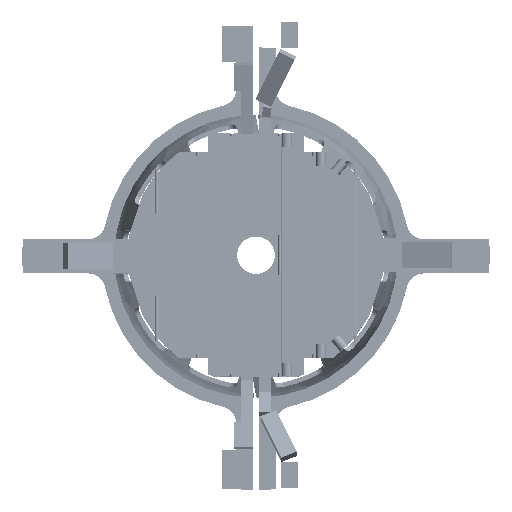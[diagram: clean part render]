
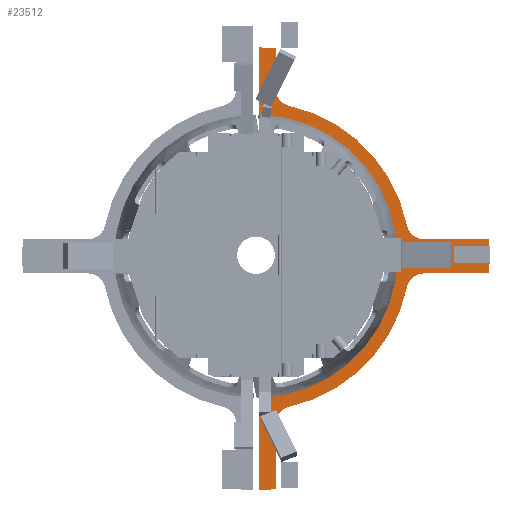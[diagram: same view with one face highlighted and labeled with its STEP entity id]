
A CAD part, top view. The second image highlights one B-rep face of the part: STEP entity #23512.
In plain terms, the highlighted planar face has unit normal (0, 0, 1).
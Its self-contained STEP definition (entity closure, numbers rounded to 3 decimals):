
#22989=CARTESIAN_POINT('',(18.0,88.182,-231.0));
#22990=VERTEX_POINT('',#22989);
#22997=CARTESIAN_POINT('',(87.895,19.35,-231.0));
#22998=VERTEX_POINT('',#22997);
#22999=CARTESIAN_POINT('',(0.,0.,-231.0));
#23000=DIRECTION('',(0.0,0.0,1.0));
#23001=DIRECTION('',(1.0,0.0,0.0));
#23002=AXIS2_PLACEMENT_3D('',#22999,#23000,#23001);
#23003=CIRCLE('',#23002,90.0);
#23004=EDGE_CURVE('',#22998,#22990,#23003,.T.);
#23029=CARTESIAN_POINT('',(10.0,97.98,-231.0));
#23030=VERTEX_POINT('',#23029);
#23037=CARTESIAN_POINT('',(20.0,97.98,-231.0));
#23038=DIRECTION('',(0.0,0.0,1.0));
#23039=DIRECTION('',(1.0,0.0,0.0));
#23040=AXIS2_PLACEMENT_3D('',#23037,#23038,#23039);
#23041=CIRCLE('',#23040,10.0);
#23042=EDGE_CURVE('',#22990,#23030,#23041,.F.);
#23061=CARTESIAN_POINT('',(10.0,136.133,-231.0));
#23062=VERTEX_POINT('',#23061);
#23069=CARTESIAN_POINT('',(10.0,136.133,-231.0));
#23070=DIRECTION('',(0.0,-1.0,0.0));
#23071=VECTOR('',#23070,38.154);
#23072=LINE('',#23069,#23071);
#23073=EDGE_CURVE('',#23030,#23062,#23072,.F.);
#23093=CARTESIAN_POINT('',(-10.0,136.133,-231.0));
#23094=VERTEX_POINT('',#23093);
#23101=CARTESIAN_POINT('',(0.,0.,-231.0));
#23102=DIRECTION('',(0.0,0.0,1.0));
#23103=DIRECTION('',(1.0,0.0,0.0));
#23104=AXIS2_PLACEMENT_3D('',#23101,#23102,#23103);
#23105=CIRCLE('',#23104,136.5);
#23106=EDGE_CURVE('',#23062,#23094,#23105,.T.);
#23125=CARTESIAN_POINT('',(-10.0,97.98,-231.0));
#23126=VERTEX_POINT('',#23125);
#23133=CARTESIAN_POINT('',(-10.0,136.133,-231.0));
#23134=DIRECTION('',(0.0,-1.0,0.0));
#23135=VECTOR('',#23134,38.154);
#23136=LINE('',#23133,#23135);
#23137=EDGE_CURVE('',#23094,#23126,#23136,.T.);
#23157=CARTESIAN_POINT('',(-18.0,88.182,-231.0));
#23158=VERTEX_POINT('',#23157);
#23165=CARTESIAN_POINT('',(-20.0,97.98,-231.0));
#23166=DIRECTION('',(0.0,0.0,1.0));
#23167=DIRECTION('',(1.0,0.0,0.0));
#23168=AXIS2_PLACEMENT_3D('',#23165,#23166,#23167);
#23169=CIRCLE('',#23168,10.0);
#23170=EDGE_CURVE('',#23126,#23158,#23169,.F.);
#23190=CARTESIAN_POINT('',(-87.895,19.35,-231.0));
#23191=VERTEX_POINT('',#23190);
#23198=CARTESIAN_POINT('',(0.,0.,-231.0));
#23199=DIRECTION('',(0.0,0.0,1.0));
#23200=DIRECTION('',(1.0,0.0,0.0));
#23201=AXIS2_PLACEMENT_3D('',#23198,#23199,#23200);
#23202=CIRCLE('',#23201,90.0);
#23203=EDGE_CURVE('',#23158,#23191,#23202,.T.);
#23223=CARTESIAN_POINT('',(-97.661,11.5,-231.0));
#23224=VERTEX_POINT('',#23223);
#23231=CARTESIAN_POINT('',(-97.661,21.5,-231.0));
#23232=DIRECTION('',(0.0,0.0,1.0));
#23233=DIRECTION('',(1.0,0.0,0.0));
#23234=AXIS2_PLACEMENT_3D('',#23231,#23232,#23233);
#23235=CIRCLE('',#23234,10.0);
#23236=EDGE_CURVE('',#23191,#23224,#23235,.F.);
#23255=CARTESIAN_POINT('',(-121.457,11.5,-231.0));
#23256=VERTEX_POINT('',#23255);
#23263=CARTESIAN_POINT('',(-97.661,11.5,-231.0));
#23264=DIRECTION('',(-1.0,0.0,0.0));
#23265=VECTOR('',#23264,23.795);
#23266=LINE('',#23263,#23265);
#23267=EDGE_CURVE('',#23224,#23256,#23266,.T.);
#23287=CARTESIAN_POINT('',(-121.991,1.5,-231.0));
#23288=VERTEX_POINT('',#23287);
#23295=CARTESIAN_POINT('',(0.,0.,-231.0));
#23296=DIRECTION('',(0.0,0.0,1.0));
#23297=DIRECTION('',(1.0,0.0,0.0));
#23298=AXIS2_PLACEMENT_3D('',#23295,#23296,#23297);
#23299=CIRCLE('',#23298,122.);
#23300=EDGE_CURVE('',#23256,#23288,#23299,.T.);
#23319=CARTESIAN_POINT('',(-79.986,1.5,-231.0));
#23320=VERTEX_POINT('',#23319);
#23327=CARTESIAN_POINT('',(-79.986,1.5,-231.0));
#23328=DIRECTION('',(-1.0,0.0,0.0));
#23329=VECTOR('',#23328,42.005);
#23330=LINE('',#23327,#23329);
#23331=EDGE_CURVE('',#23288,#23320,#23330,.F.);
#23351=CARTESIAN_POINT('',(79.986,1.5,-231.0));
#23352=VERTEX_POINT('',#23351);
#23359=CARTESIAN_POINT('',(0.,0.,-231.0));
#23360=DIRECTION('',(0.0,0.0,1.0));
#23361=DIRECTION('',(1.0,0.0,0.0));
#23362=AXIS2_PLACEMENT_3D('',#23359,#23360,#23361);
#23363=CIRCLE('',#23362,80.0);
#23364=EDGE_CURVE('',#23320,#23352,#23363,.F.);
#23383=CARTESIAN_POINT('',(136.492,1.5,-231.0));
#23384=VERTEX_POINT('',#23383);
#23391=CARTESIAN_POINT('',(136.492,1.5,-231.0));
#23392=DIRECTION('',(-1.0,0.0,0.0));
#23393=VECTOR('',#23392,56.506);
#23394=LINE('',#23391,#23393);
#23395=EDGE_CURVE('',#23352,#23384,#23394,.F.);
#23415=CARTESIAN_POINT('',(136.015,11.5,-231.0));
#23416=VERTEX_POINT('',#23415);
#23423=CARTESIAN_POINT('',(0.,0.,-231.0));
#23424=DIRECTION('',(0.0,0.0,1.0));
#23425=DIRECTION('',(1.0,0.0,0.0));
#23426=AXIS2_PLACEMENT_3D('',#23423,#23424,#23425);
#23427=CIRCLE('',#23426,136.5);
#23428=EDGE_CURVE('',#23384,#23416,#23427,.T.);
#23447=CARTESIAN_POINT('',(97.661,11.5,-231.0));
#23448=VERTEX_POINT('',#23447);
#23455=CARTESIAN_POINT('',(136.015,11.5,-231.0));
#23456=DIRECTION('',(-1.0,0.0,0.0));
#23457=VECTOR('',#23456,38.353);
#23458=LINE('',#23455,#23457);
#23459=EDGE_CURVE('',#23416,#23448,#23458,.T.);
#23478=CARTESIAN_POINT('',(97.661,21.5,-231.0));
#23479=DIRECTION('',(0.0,0.0,1.0));
#23480=DIRECTION('',(1.0,0.0,0.0));
#23481=AXIS2_PLACEMENT_3D('',#23478,#23479,#23480);
#23482=CIRCLE('',#23481,10.0);
#23483=EDGE_CURVE('',#23448,#22998,#23482,.F.);
#23489=CARTESIAN_POINT('',(0.,0.,-231.0));
#23490=DIRECTION('',(0.0,0.0,1.0));
#23491=DIRECTION('',(1.0,0.0,0.0));
#23492=AXIS2_PLACEMENT_3D('',#23489,#23490,#23491);
#23493=PLANE('',#23492);
#23494=ORIENTED_EDGE('',*,*,#23004,.T.);
#23495=ORIENTED_EDGE('',*,*,#23042,.T.);
#23496=ORIENTED_EDGE('',*,*,#23073,.T.);
#23497=ORIENTED_EDGE('',*,*,#23106,.T.);
#23498=ORIENTED_EDGE('',*,*,#23137,.T.);
#23499=ORIENTED_EDGE('',*,*,#23170,.T.);
#23500=ORIENTED_EDGE('',*,*,#23203,.T.);
#23501=ORIENTED_EDGE('',*,*,#23236,.T.);
#23502=ORIENTED_EDGE('',*,*,#23267,.T.);
#23503=ORIENTED_EDGE('',*,*,#23300,.T.);
#23504=ORIENTED_EDGE('',*,*,#23331,.T.);
#23505=ORIENTED_EDGE('',*,*,#23364,.T.);
#23506=ORIENTED_EDGE('',*,*,#23395,.T.);
#23507=ORIENTED_EDGE('',*,*,#23428,.T.);
#23508=ORIENTED_EDGE('',*,*,#23459,.T.);
#23509=ORIENTED_EDGE('',*,*,#23483,.T.);
#23510=EDGE_LOOP('',(#23494,#23495,#23496,#23497,#23498,#23499,#23500,#23501,#23502,#23503,#23504,#23505,#23506,#23507,#23508,#23509));
#23511=FACE_OUTER_BOUND('',#23510,.T.);
#23512=ADVANCED_FACE('',(#23511),#23493,.T.);
